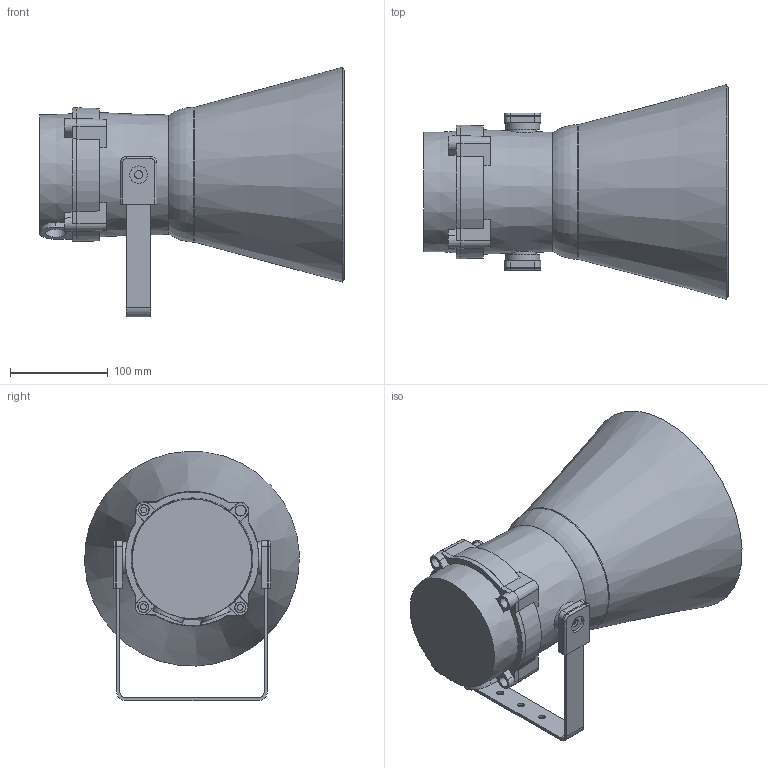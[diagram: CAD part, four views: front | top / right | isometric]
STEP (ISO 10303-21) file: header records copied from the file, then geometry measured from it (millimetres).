
FILE_DESCRIPTION (( 'STEP AP214' ), '1' );
FILE_NAME ('D210-05-011-3D_Issue_A.STEP', '2022-09-16T12:57:02', ( '' ), ( '' ), 'SwSTEP 2.0', 'SolidWorks 2021', '' );
FILE_SCHEMA (( 'AUTOMOTIVE_DESIGN' ));
Length unit declared in the file: millimetre
Products named in the file (7): D chamber cap; D210-05-011-3D_Issue_A; stirrup; Bex sounder main body; S120 horn; b; a
Assembly tree (8 placements, depth 2):
  D210-05-011-3D_Issue_A
    Bex sounder main body
    D chamber cap
    S120 horn
    stirrup
    b  x2
    a  x2
Bounding box: 311 x 219.34 x 254.67 mm (x, y, z)
Volume: 4601182.7 mm3; surface area: 361250.7 mm2
Topology: 8 solids, 8 shells, 192 faces, 471 edges, 314 vertices
Faces by surface type: plane 111, cylinder 48, cone 28, torus 5
Full cylindrical faces by diameter (mm): 6 x3, 7 x3, 8.3 x4, 13 x2, 13.5 x2, 18 x2, 21 x2, 29 x2, 35 x2, 57 x1, 60 x1, 122.97 x1, 137.833 x1
Entity records: 5338 total; most frequent: CARTESIAN_POINT 1364, DIRECTION 787, ORIENTED_EDGE 700, EDGE_CURVE 350, AXIS2_PLACEMENT_3D 309, VERTEX_POINT 251, EDGE_LOOP 227, FACE_OUTER_BOUND 181
